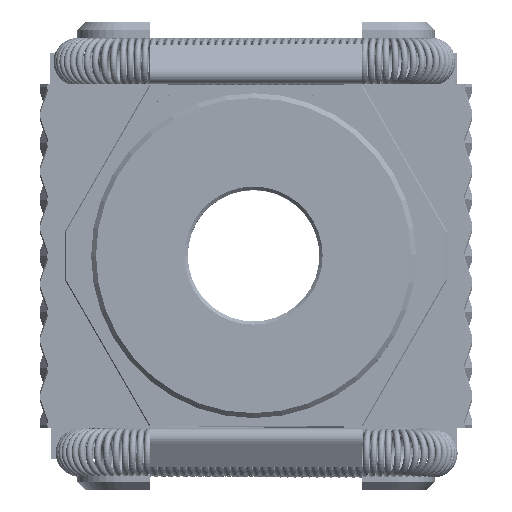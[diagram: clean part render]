
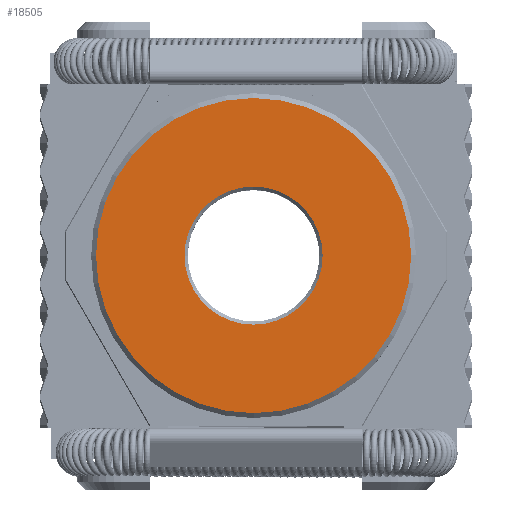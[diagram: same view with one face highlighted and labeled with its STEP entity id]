
A CAD part, top view. The second image highlights one B-rep face of the part: STEP entity #18505.
In plain terms, the highlighted planar face has unit normal (0, 0, 1).
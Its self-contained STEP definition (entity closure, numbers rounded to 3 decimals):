
#889=FACE_BOUND($,#4132,.T.);
#1455=CIRCLE($,#20250,4.25);
#1456=CIRCLE($,#20252,9.7);
#2659=FACE_OUTER_BOUND($,#4131,.T.);
#4131=EDGE_LOOP($,(#16359));
#4132=EDGE_LOOP($,(#16360));
#8990=VERTEX_POINT($,#34595);
#8991=VERTEX_POINT($,#34598);
#11453=EDGE_CURVE($,#8990,#8990,#1455,.T.);
#11454=EDGE_CURVE($,#8991,#8991,#1456,.T.);
#16359=ORIENTED_EDGE($,*,*,#11454,.F.);
#16360=ORIENTED_EDGE($,*,*,#11453,.F.);
#17297=PLANE($,#20251);
#18505=ADVANCED_FACE($,(#2659,#889),#17297,.F.);
#20250=AXIS2_PLACEMENT_3D($,#34596,#25391,#25392);
#20251=AXIS2_PLACEMENT_3D($,#34597,#25393,#25394);
#20252=AXIS2_PLACEMENT_3D($,#34599,#25395,#25396);
#25391=DIRECTION('center_axis',(0.,0.,1.));
#25392=DIRECTION('ref_axis',(-1.,0.,0.));
#25393=DIRECTION('center_axis',(0.,0.,-1.));
#25394=DIRECTION('ref_axis',(-1.,0.,0.));
#25395=DIRECTION('center_axis',(0.,0.,-1.));
#25396=DIRECTION('ref_axis',(-1.,0.,0.));
#34595=CARTESIAN_POINT('',(4.25,0.,4.));
#34596=CARTESIAN_POINT('Origin',(0.,0.,4.));
#34597=CARTESIAN_POINT('Origin',(0.,0.,4.));
#34598=CARTESIAN_POINT('',(9.7,0.,4.));
#34599=CARTESIAN_POINT('Origin',(0.,0.,4.));
